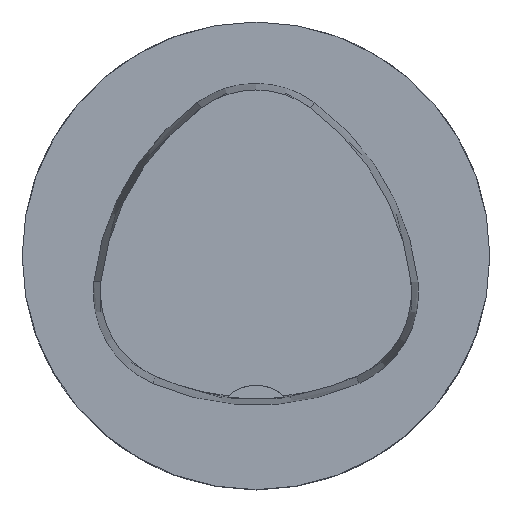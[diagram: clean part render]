
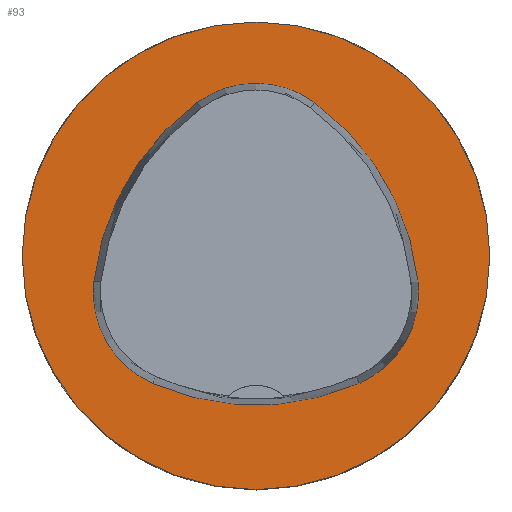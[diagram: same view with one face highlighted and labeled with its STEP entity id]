
A CAD part, top view. The second image highlights one B-rep face of the part: STEP entity #93.
In plain terms, the highlighted planar face has unit normal (0, 0, 1).
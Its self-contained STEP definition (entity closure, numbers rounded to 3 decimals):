
#37=PLANE('',#549);
#93=ADVANCED_FACE('',(#155,#156),#37,.T.);
#123=CIRCLE('',#521,40.);
#124=CIRCLE('',#527,44.);
#126=CIRCLE('',#530,17.);
#128=CIRCLE('',#533,44.);
#130=CIRCLE('',#536,17.);
#134=CIRCLE('',#541,44.);
#136=CIRCLE('',#544,17.);
#155=FACE_BOUND('',#188,.T.);
#156=FACE_BOUND('',#189,.T.);
#188=EDGE_LOOP('',(#285,#286,#287,#288,#289,#290));
#189=EDGE_LOOP('',(#291));
#285=ORIENTED_EDGE('',*,*,#430,.T.);
#286=ORIENTED_EDGE('',*,*,#410,.T.);
#287=ORIENTED_EDGE('',*,*,#414,.T.);
#288=ORIENTED_EDGE('',*,*,#417,.T.);
#289=ORIENTED_EDGE('',*,*,#420,.T.);
#290=ORIENTED_EDGE('',*,*,#428,.T.);
#291=ORIENTED_EDGE('',*,*,#401,.F.);
#358=VERTEX_POINT('',#770);
#367=VERTEX_POINT('',#789);
#368=VERTEX_POINT('',#790);
#371=VERTEX_POINT('',#798);
#373=VERTEX_POINT('',#804);
#375=VERTEX_POINT('',#810);
#382=VERTEX_POINT('',#831);
#401=EDGE_CURVE('',#358,#358,#123,.T.);
#410=EDGE_CURVE('',#367,#368,#124,.T.);
#414=EDGE_CURVE('',#368,#371,#126,.T.);
#417=EDGE_CURVE('',#371,#373,#128,.T.);
#420=EDGE_CURVE('',#373,#375,#130,.T.);
#428=EDGE_CURVE('',#375,#382,#134,.T.);
#430=EDGE_CURVE('',#382,#367,#136,.T.);
#521=AXIS2_PLACEMENT_3D('',#769,#605,#606);
#527=AXIS2_PLACEMENT_3D('',#788,#621,#622);
#530=AXIS2_PLACEMENT_3D('',#797,#629,#630);
#533=AXIS2_PLACEMENT_3D('',#803,#636,#637);
#536=AXIS2_PLACEMENT_3D('',#809,#643,#644);
#541=AXIS2_PLACEMENT_3D('',#832,#655,#656);
#544=AXIS2_PLACEMENT_3D('',#835,#661,#662);
#549=AXIS2_PLACEMENT_3D('',#840,#671,#672);
#605=DIRECTION('',(0.,0.,-1.));
#606=DIRECTION('',(-1.,0.,0.));
#621=DIRECTION('',(0.,0.,-1.));
#622=DIRECTION('',(-1.,0.,0.));
#629=DIRECTION('',(0.,0.,-1.));
#630=DIRECTION('',(-1.,0.,0.));
#636=DIRECTION('',(0.,0.,-1.));
#637=DIRECTION('',(-1.,0.,0.));
#643=DIRECTION('',(0.,0.,-1.));
#644=DIRECTION('',(-1.,0.,0.));
#655=DIRECTION('',(0.,0.,-1.));
#656=DIRECTION('',(-1.,0.,0.));
#661=DIRECTION('',(0.,0.,-1.));
#662=DIRECTION('',(-1.,0.,0.));
#671=DIRECTION('',(0.,0.,1.));
#672=DIRECTION('',(1.,0.,0.));
#769=CARTESIAN_POINT('',(0.,0.,0.));
#770=CARTESIAN_POINT('',(-40.,0.,0.));
#788=CARTESIAN_POINT('',(16.01,-9.224,0.));
#789=CARTESIAN_POINT('',(-27.722,-4.378,0.));
#790=CARTESIAN_POINT('',(-10.119,26.178,0.));
#797=CARTESIAN_POINT('',(-0.023,12.5,0.));
#798=CARTESIAN_POINT('',(10.049,26.194,0.));
#803=CARTESIAN_POINT('',(-16.021,-9.25,0.));
#804=CARTESIAN_POINT('',(27.71,-4.394,0.));
#809=CARTESIAN_POINT('',(10.814,-6.27,0.));
#810=CARTESIAN_POINT('',(17.611,-21.852,0.));
#831=CARTESIAN_POINT('',(-17.652,-21.819,0.));
#832=CARTESIAN_POINT('',(0.017,18.477,0.));
#835=CARTESIAN_POINT('',(-10.825,-6.25,0.));
#840=CARTESIAN_POINT('',(0.,0.,0.));
